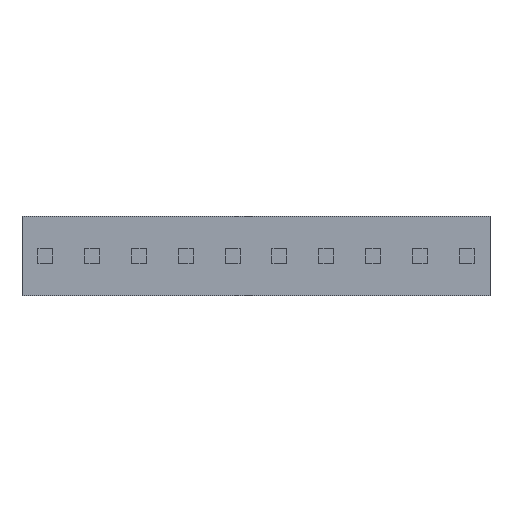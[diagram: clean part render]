
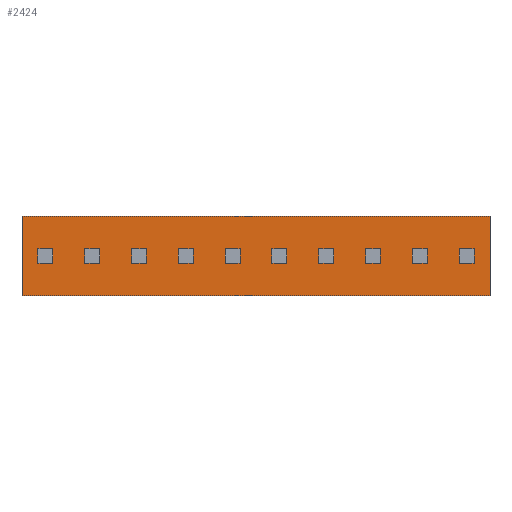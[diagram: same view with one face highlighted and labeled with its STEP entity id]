
A CAD part, front view. The second image highlights one B-rep face of the part: STEP entity #2424.
In plain terms, the highlighted planar face has unit normal (0, -1, 0).
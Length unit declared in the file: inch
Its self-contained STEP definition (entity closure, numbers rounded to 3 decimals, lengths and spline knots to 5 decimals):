
#697=ORIENTED_EDGE('',*,*,#1021,.F.);
#698=ORIENTED_EDGE('',*,*,#1031,.F.);
#699=ORIENTED_EDGE('',*,*,#1028,.F.);
#700=ORIENTED_EDGE('',*,*,#1025,.F.);
#1021=EDGE_CURVE('',#1233,#1234,#1561,.T.);
#1025=EDGE_CURVE('',#1234,#1237,#1565,.T.);
#1028=EDGE_CURVE('',#1237,#1239,#1568,.T.);
#1031=EDGE_CURVE('',#1239,#1233,#1571,.T.);
#1233=VERTEX_POINT('',#3845);
#1234=VERTEX_POINT('',#3846);
#1237=VERTEX_POINT('',#3854);
#1239=VERTEX_POINT('',#3860);
#1561=LINE('',#3844,#1893);
#1565=LINE('',#3853,#1897);
#1568=LINE('',#3859,#1900);
#1571=LINE('',#3865,#1903);
#1893=VECTOR('',#3172,39.37008);
#1897=VECTOR('',#3178,39.37008);
#1900=VECTOR('',#3183,39.37008);
#1903=VECTOR('',#3188,39.37008);
#2034=EDGE_LOOP('',(#697,#698,#699,#700));
#2164=FACE_BOUND('',#2034,.T.);
#2294=PLANE('',#2594);
#2424=ADVANCED_FACE('',(#2164),#2294,.F.);
#2594=AXIS2_PLACEMENT_3D('',#3868,#3192,#3193);
#3172=DIRECTION('',(0.,0.,1.));
#3178=DIRECTION('',(1.,0.,0.));
#3183=DIRECTION('',(0.,0.,-1.));
#3188=DIRECTION('',(-1.,0.,0.));
#3192=DIRECTION('',(0.,1.,0.));
#3193=DIRECTION('',(0.,0.,1.));
#3844=CARTESIAN_POINT('',(-0.25,0.,-0.0425));
#3845=CARTESIAN_POINT('',(-0.25,0.,-0.0425));
#3846=CARTESIAN_POINT('',(-0.25,0.,0.0425));
#3853=CARTESIAN_POINT('',(-0.25,0.,0.0425));
#3854=CARTESIAN_POINT('',(0.25,0.,0.0425));
#3859=CARTESIAN_POINT('',(0.25,0.,0.0425));
#3860=CARTESIAN_POINT('',(0.25,0.,-0.0425));
#3865=CARTESIAN_POINT('',(0.25,0.,-0.0425));
#3868=CARTESIAN_POINT('',(0.,0.,0.));
